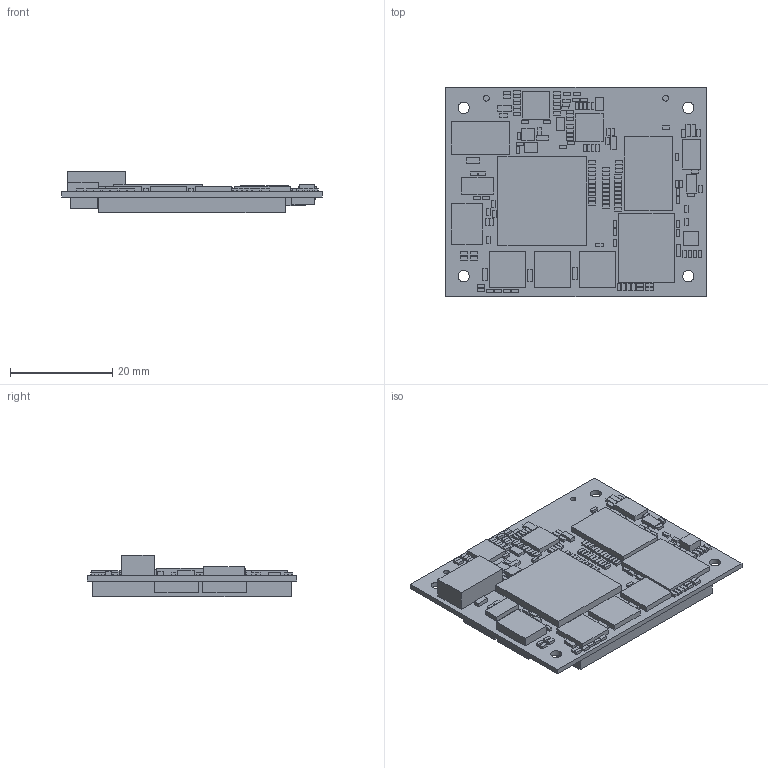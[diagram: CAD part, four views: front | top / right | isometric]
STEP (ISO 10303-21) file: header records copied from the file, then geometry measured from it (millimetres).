
FILE_DESCRIPTION(('FreeCAD Model'),'2;1');
FILE_NAME('1374-2step.step', '2016-05-04T14:23:32',('FreeCAD'),('FreeCAD'), 'Open CASCADE STEP processor 6.3','FreeCAD','Unknown');
FILE_SCHEMA(('AUTOMOTIVE_DESIGN_CC2 { 1 2 10303 214 -1 1 5 4 }'));
Length unit declared in the file: millimetre
Products named in the file (274): Board_outline; C88; C78; C85; J8; J7; C86; C71; C20; C28; C55; C6; C16; C11; C37; J4; C17; C63; C19; C43; C10; C23; D1; J6; C45; C31; C64; C5; C24; C27; C48; C36; C42; C49; R131; C95; L4; C39; C58; C76 ...
Bounding box: 51 x 41 x 8.07 mm (x, y, z)
Volume: 8581.7 mm3; surface area: 12405.2 mm2
Topology: 274 solids, 274 shells, 1633 faces, 3255 edges, 2170 vertices
Faces by surface type: plane 1608, cylinder 25
Full cylindrical faces by diameter (mm): 1.1 x3, 2.2 x4
Entity records: 88714 total; most frequent: CARTESIAN_POINT 13761, DIRECTION 13051, LINE 9665, VECTOR 9665, ORIENTED_EDGE 6510, PCURVE 6510, DEFINITIONAL_REPRESENTATION 6510, EDGE_CURVE 3255
